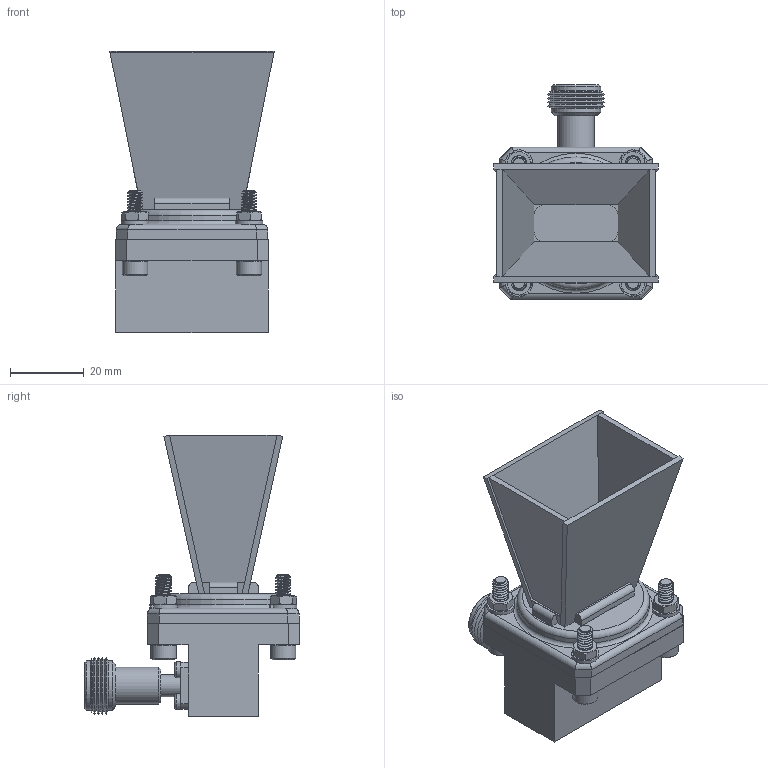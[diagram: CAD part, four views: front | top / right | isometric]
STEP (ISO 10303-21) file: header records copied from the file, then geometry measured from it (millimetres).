
FILE_DESCRIPTION (( 'STEP AP214' ), '1' );
FILE_NAME ('FM9856B-NF-10_3D.STEP', '2021-03-11T20:52:36', ( '' ), ( '' ), 'SwSTEP 2.0', 'SolidWorks 2020', '' );
FILE_SCHEMA (( 'AUTOMOTIVE_DESIGN' ));
Length unit declared in the file: millimetre
Products named in the file (11): PE9856B-10; 8-LW; 8-32HN_90760A180; 8-32SH-HXx.75_91251A197; Copy of 090-01676^PE9801; Copy of PE9801_connector^PE9801; Copy of 112-N^Copy of PE9801_connector_PE9801; Copy of 06142-con screw^Copy of PE9801_connector_PE9801; Copy of 112-N-PANEL^Copy of PE9801_connector_PE9801; PE9801; FM9856B-NF-10_3D
Assembly tree (22 placements, depth 4):
  FM9856B-NF-10_3D
    PE9801
      Copy of PE9801_connector^PE9801
        Copy of 06142-con screw^Copy of PE9801_connector_PE9801  x4
        Copy of 112-N^Copy of PE9801_connector_PE9801
        Copy of 112-N-PANEL^Copy of PE9801_connector_PE9801
      Copy of 090-01676^PE9801
    PE9856B-10
    8-32SH-HXx.75_91251A197  x4
    8-32HN_90760A180  x4
    8-LW  x4
Bounding box: 44.7 x 58.45 x 76.45 mm (x, y, z)
Volume: 40474.2 mm3; surface area: 28123.7 mm2
Topology: 20 solids, 20 shells, 463 faces, 1058 edges, 656 vertices
Faces by surface type: plane 239, cone 110, cylinder 88, bspline 24, torus 2
Full cylindrical faces by diameter (mm): 1.7 x1, 2.7 x4, 3.04 x1, 4 x1, 4.1 x1, 4.3 x8, 4.318 x4, 6 x1, 6.858 x4, 7 x1, 10 x1, 13.5 x2, 36.068 x1
Entity records: 11133 total; most frequent: CARTESIAN_POINT 4521, DIRECTION 1058, ORIENTED_EDGE 976, EDGE_CURVE 488, AXIS2_PLACEMENT_3D 385, VERTEX_POINT 332, EDGE_LOOP 322, LINE 288
